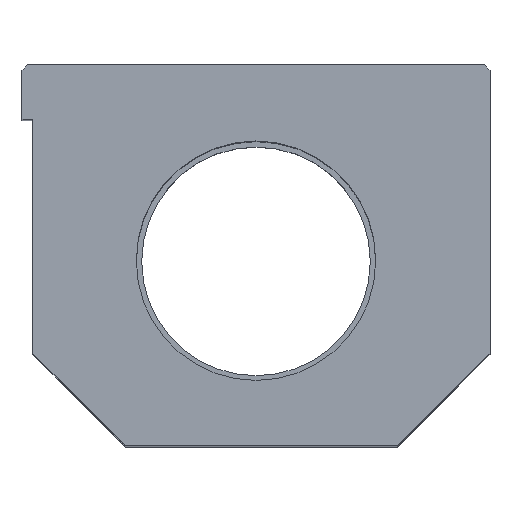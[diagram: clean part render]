
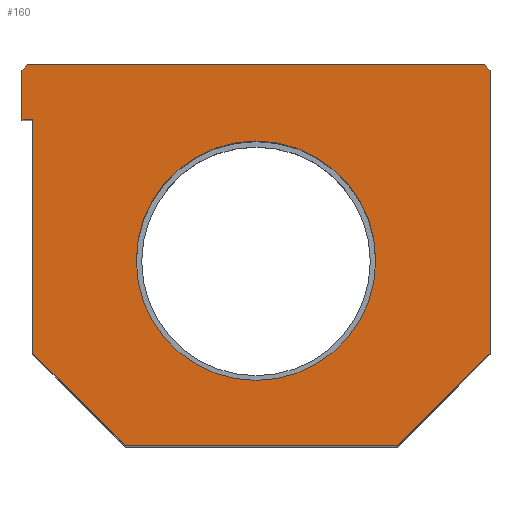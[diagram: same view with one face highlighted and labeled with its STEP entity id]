
A CAD part, top view. The second image highlights one B-rep face of the part: STEP entity #160.
In plain terms, the highlighted planar face has unit normal (0, 0, 1).
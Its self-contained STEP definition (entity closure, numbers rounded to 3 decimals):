
#160 = ADVANCED_FACE( '', ( #354, #355 ), #356, .T. );
#354 = FACE_BOUND( '', #551, .T. );
#355 = FACE_OUTER_BOUND( '', #552, .T. );
#356 = PLANE( '', #553 );
#551 = EDGE_LOOP( '', ( #1208, #1209 ) );
#552 = EDGE_LOOP( '', ( #1210, #1211, #1212, #1213, #1214, #1215, #1216, #1217, #1218, #1219 ) );
#553 = AXIS2_PLACEMENT_3D( '', #1220, #1221, #1222 );
#1208 = ORIENTED_EDGE( '', *, *, #1429, .T. );
#1209 = ORIENTED_EDGE( '', *, *, #1239, .T. );
#1210 = ORIENTED_EDGE( '', *, *, #1430, .F. );
#1211 = ORIENTED_EDGE( '', *, *, #1446, .F. );
#1212 = ORIENTED_EDGE( '', *, *, #1443, .F. );
#1213 = ORIENTED_EDGE( '', *, *, #1409, .F. );
#1214 = ORIENTED_EDGE( '', *, *, #1414, .F. );
#1215 = ORIENTED_EDGE( '', *, *, #1439, .F. );
#1216 = ORIENTED_EDGE( '', *, *, #1402, .F. );
#1217 = ORIENTED_EDGE( '', *, *, #1406, .F. );
#1218 = ORIENTED_EDGE( '', *, *, #1437, .F. );
#1219 = ORIENTED_EDGE( '', *, *, #1434, .F. );
#1220 = CARTESIAN_POINT( '', ( 0., 0., 76. ) );
#1221 = DIRECTION( '', ( 0., 0., 1. ) );
#1222 = DIRECTION( '', ( 1., 0., 0. ) );
#1239 = EDGE_CURVE( '', #1451, #1448, #1452, .T. );
#1402 = EDGE_CURVE( '', #1729, #1731, #1732, .T. );
#1406 = EDGE_CURVE( '', #1736, #1729, #1738, .T. );
#1409 = EDGE_CURVE( '', #1740, #1742, #1743, .T. );
#1414 = EDGE_CURVE( '', #1749, #1740, #1751, .T. );
#1429 = EDGE_CURVE( '', #1448, #1451, #1766, .T. );
#1430 = EDGE_CURVE( '', #1767, #1768, #1769, .T. );
#1434 = EDGE_CURVE( '', #1768, #1775, #1776, .T. );
#1437 = EDGE_CURVE( '', #1775, #1736, #1780, .T. );
#1439 = EDGE_CURVE( '', #1731, #1749, #1782, .T. );
#1443 = EDGE_CURVE( '', #1742, #1787, #1788, .T. );
#1446 = EDGE_CURVE( '', #1787, #1767, #1792, .T. );
#1448 = VERTEX_POINT( '', #1794 );
#1451 = VERTEX_POINT( '', #1798 );
#1452 = CIRCLE( '', #1799, 11. );
#1729 = VERTEX_POINT( '', #2202 );
#1731 = VERTEX_POINT( '', #2205 );
#1732 = LINE( '', #2206, #2207 );
#1736 = VERTEX_POINT( '', #2213 );
#1738 = LINE( '', #2216, #2217 );
#1740 = VERTEX_POINT( '', #2220 );
#1742 = VERTEX_POINT( '', #2223 );
#1743 = LINE( '', #2224, #2225 );
#1749 = VERTEX_POINT( '', #2234 );
#1751 = LINE( '', #2237, #2238 );
#1766 = CIRCLE( '', #2254, 11. );
#1767 = VERTEX_POINT( '', #2255 );
#1768 = VERTEX_POINT( '', #2256 );
#1769 = LINE( '', #2257, #2258 );
#1775 = VERTEX_POINT( '', #2267 );
#1776 = LINE( '', #2268, #2269 );
#1780 = LINE( '', #2275, #2276 );
#1782 = LINE( '', #2279, #2280 );
#1787 = VERTEX_POINT( '', #2288 );
#1788 = LINE( '', #2289, #2290 );
#1792 = LINE( '', #2296, #2297 );
#1794 = CARTESIAN_POINT( '', ( 0., 28., 76. ) );
#1798 = CARTESIAN_POINT( '', ( 0., 6., 76. ) );
#1799 = AXIS2_PLACEMENT_3D( '', #2301, #2302, #2303 );
#2202 = CARTESIAN_POINT( '', ( 21.5, 8.5, 76. ) );
#2205 = CARTESIAN_POINT( '', ( 13., 0., 76. ) );
#2206 = CARTESIAN_POINT( '', ( 13., 0., 76. ) );
#2207 = VECTOR( '', #2614, 1. );
#2213 = CARTESIAN_POINT( '', ( 21.5, 34.5, 76. ) );
#2216 = CARTESIAN_POINT( '', ( 21.5, 8.5, 76. ) );
#2217 = VECTOR( '', #2618, 1. );
#2220 = CARTESIAN_POINT( '', ( -20.5, 8.5, 76. ) );
#2223 = CARTESIAN_POINT( '', ( -20.5, 30., 76. ) );
#2224 = CARTESIAN_POINT( '', ( -20.5, 30., 76. ) );
#2225 = VECTOR( '', #2621, 1. );
#2234 = CARTESIAN_POINT( '', ( -12., 0., 76. ) );
#2237 = CARTESIAN_POINT( '', ( -20.5, 8.5, 76. ) );
#2238 = VECTOR( '', #2626, 1. );
#2254 = AXIS2_PLACEMENT_3D( '', #2667, #2668, #2669 );
#2255 = CARTESIAN_POINT( '', ( -21.5, 34.5, 76. ) );
#2256 = CARTESIAN_POINT( '', ( -21., 35., 76. ) );
#2257 = CARTESIAN_POINT( '', ( -21., 35., 76. ) );
#2258 = VECTOR( '', #2670, 1. );
#2267 = CARTESIAN_POINT( '', ( 21., 35., 76. ) );
#2268 = CARTESIAN_POINT( '', ( 21., 35., 76. ) );
#2269 = VECTOR( '', #2674, 1. );
#2275 = CARTESIAN_POINT( '', ( 21.5, 34.5, 76. ) );
#2276 = VECTOR( '', #2677, 1. );
#2279 = CARTESIAN_POINT( '', ( -12., 0., 76. ) );
#2280 = VECTOR( '', #2679, 1. );
#2288 = CARTESIAN_POINT( '', ( -21.5, 30., 76. ) );
#2289 = CARTESIAN_POINT( '', ( -21.5, 30., 76. ) );
#2290 = VECTOR( '', #2683, 1. );
#2296 = CARTESIAN_POINT( '', ( -21.5, 34.5, 76. ) );
#2297 = VECTOR( '', #2686, 1. );
#2301 = CARTESIAN_POINT( '', ( 0., 17., 76. ) );
#2302 = DIRECTION( '', ( 0., 0., -1. ) );
#2303 = DIRECTION( '', ( 0., 1., 0. ) );
#2614 = DIRECTION( '', ( -0.707, -0.707, 0. ) );
#2618 = DIRECTION( '', ( 0., -1., 0. ) );
#2621 = DIRECTION( '', ( 0., 1., 0. ) );
#2626 = DIRECTION( '', ( -0.707, 0.707, 0. ) );
#2667 = CARTESIAN_POINT( '', ( 0., 17., 76. ) );
#2668 = DIRECTION( '', ( 0., 0., -1. ) );
#2669 = DIRECTION( '', ( 0., 1., 0. ) );
#2670 = DIRECTION( '', ( 0.707, 0.707, 0. ) );
#2674 = DIRECTION( '', ( 1., 0., 0. ) );
#2677 = DIRECTION( '', ( 0.707, -0.707, 0. ) );
#2679 = DIRECTION( '', ( -1., 0., 0. ) );
#2683 = DIRECTION( '', ( -1., 0., 0. ) );
#2686 = DIRECTION( '', ( 0., 1., 0. ) );
